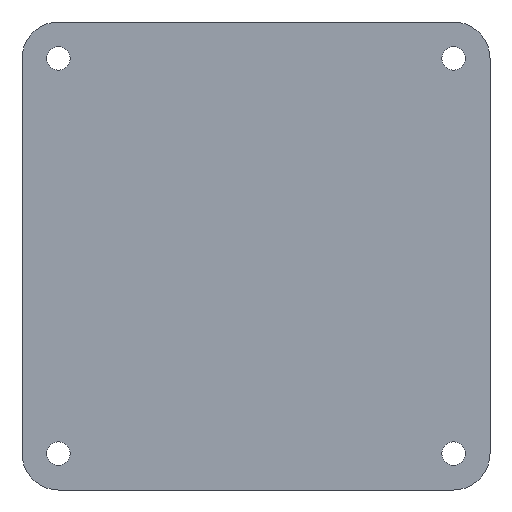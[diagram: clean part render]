
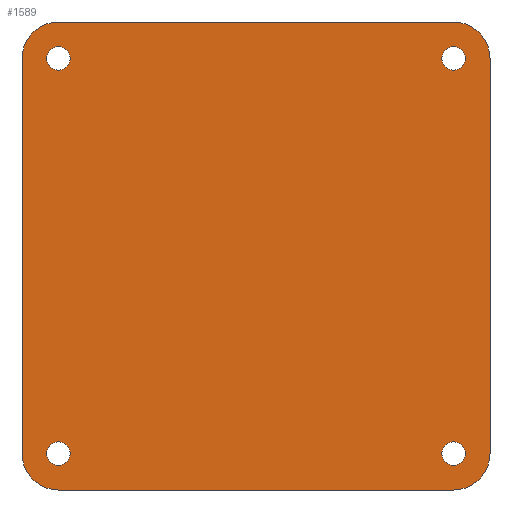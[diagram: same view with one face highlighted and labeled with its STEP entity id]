
A CAD part, front view. The second image highlights one B-rep face of the part: STEP entity #1589.
In plain terms, the highlighted planar face has unit normal (0, -1, 0).
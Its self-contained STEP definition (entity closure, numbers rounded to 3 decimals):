
#30 = CARTESIAN_POINT ( 'NONE',  ( -38., 0., -45. ) ) ;
#40 = CARTESIAN_POINT ( 'NONE',  ( 38., 0., 35.75 ) ) ;
#48 = ORIENTED_EDGE ( 'NONE', *, *, #1614, .T. ) ;
#54 = CIRCLE ( 'NONE', #1778, 7. ) ;
#63 = VERTEX_POINT ( 'NONE', #558 ) ;
#72 = CARTESIAN_POINT ( 'NONE',  ( 0., 0., 0. ) ) ;
#74 = CIRCLE ( 'NONE', #1583, 2.25 ) ;
#96 = EDGE_CURVE ( 'NONE', #533, #231, #140, .T. ) ;
#103 = DIRECTION ( 'NONE',  ( 0., 0., -1. ) ) ;
#128 = CARTESIAN_POINT ( 'NONE',  ( -38., 0., -38. ) ) ;
#131 = DIRECTION ( 'NONE',  ( 0., 0., 1. ) ) ;
#132 = CIRCLE ( 'NONE', #374, 2.25 ) ;
#140 = CIRCLE ( 'NONE', #572, 2.25 ) ;
#173 = CARTESIAN_POINT ( 'NONE',  ( -45., 0., 38. ) ) ;
#179 = VERTEX_POINT ( 'NONE', #768 ) ;
#180 = LINE ( 'NONE', #1781, #1518 ) ;
#190 = CIRCLE ( 'NONE', #522, 2.25 ) ;
#201 = VERTEX_POINT ( 'NONE', #1633 ) ;
#212 = CARTESIAN_POINT ( 'NONE',  ( 38., 0., -45. ) ) ;
#213 = DIRECTION ( 'NONE',  ( 0., 0., -1. ) ) ;
#221 = CARTESIAN_POINT ( 'NONE',  ( 38., 0., 38. ) ) ;
#231 = VERTEX_POINT ( 'NONE', #40 ) ;
#253 = DIRECTION ( 'NONE',  ( 0., 0., 1. ) ) ;
#305 = DIRECTION ( 'NONE',  ( 1., 0., 0. ) ) ;
#309 = LINE ( 'NONE', #482, #1314 ) ;
#310 = CARTESIAN_POINT ( 'NONE',  ( 38., 0., 38. ) ) ;
#316 = VERTEX_POINT ( 'NONE', #376 ) ;
#322 = ORIENTED_EDGE ( 'NONE', *, *, #992, .T. ) ;
#332 = VECTOR ( 'NONE', #1591, 1000. ) ;
#335 = VERTEX_POINT ( 'NONE', #212 ) ;
#363 = FACE_OUTER_BOUND ( 'NONE', #1186, .T. ) ;
#366 = ORIENTED_EDGE ( 'NONE', *, *, #1297, .F. ) ;
#374 = AXIS2_PLACEMENT_3D ( 'NONE', #1461, #842, #404 ) ;
#375 = ORIENTED_EDGE ( 'NONE', *, *, #447, .T. ) ;
#376 = CARTESIAN_POINT ( 'NONE',  ( -38., 0., 35.75 ) ) ;
#379 = CIRCLE ( 'NONE', #540, 2.25 ) ;
#404 = DIRECTION ( 'NONE',  ( 0., 0., 1. ) ) ;
#423 = VERTEX_POINT ( 'NONE', #1026 ) ;
#424 = CARTESIAN_POINT ( 'NONE',  ( -38., 0., 38. ) ) ;
#436 = EDGE_CURVE ( 'NONE', #1487, #814, #132, .T. ) ;
#447 = EDGE_CURVE ( 'NONE', #179, #774, #190, .T. ) ;
#459 = ORIENTED_EDGE ( 'NONE', *, *, #1849, .F. ) ;
#469 = EDGE_CURVE ( 'NONE', #774, #179, #681, .T. ) ;
#482 = CARTESIAN_POINT ( 'NONE',  ( 45., 0., 45. ) ) ;
#511 = AXIS2_PLACEMENT_3D ( 'NONE', #72, #1138, #213 ) ;
#519 = CARTESIAN_POINT ( 'NONE',  ( 38., 0., -38. ) ) ;
#522 = AXIS2_PLACEMENT_3D ( 'NONE', #1167, #567, #701 ) ;
#533 = VERTEX_POINT ( 'NONE', #1336 ) ;
#540 = AXIS2_PLACEMENT_3D ( 'NONE', #221, #669, #1839 ) ;
#548 = PLANE ( 'NONE',  #511 ) ;
#551 = DIRECTION ( 'NONE',  ( 0., -1., 0. ) ) ;
#558 = CARTESIAN_POINT ( 'NONE',  ( 45., 0., -38. ) ) ;
#559 = DIRECTION ( 'NONE',  ( 0., 0., -1. ) ) ;
#567 = DIRECTION ( 'NONE',  ( 0., 1., 0. ) ) ;
#572 = AXIS2_PLACEMENT_3D ( 'NONE', #310, #623, #1082 ) ;
#605 = CARTESIAN_POINT ( 'NONE',  ( -45., 0., -45. ) ) ;
#612 = DIRECTION ( 'NONE',  ( 0., 0., 1. ) ) ;
#619 = ORIENTED_EDGE ( 'NONE', *, *, #1129, .T. ) ;
#623 = DIRECTION ( 'NONE',  ( 0., 1., 0. ) ) ;
#628 = AXIS2_PLACEMENT_3D ( 'NONE', #763, #903, #1352 ) ;
#629 = VERTEX_POINT ( 'NONE', #1326 ) ;
#651 = VERTEX_POINT ( 'NONE', #173 ) ;
#664 = ORIENTED_EDGE ( 'NONE', *, *, #1834, .T. ) ;
#669 = DIRECTION ( 'NONE',  ( 0., 1., 0. ) ) ;
#681 = CIRCLE ( 'NONE', #1353, 2.25 ) ;
#701 = DIRECTION ( 'NONE',  ( 0., 0., 1. ) ) ;
#708 = EDGE_LOOP ( 'NONE', ( #945, #375 ) ) ;
#749 = CIRCLE ( 'NONE', #993, 7. ) ;
#763 = CARTESIAN_POINT ( 'NONE',  ( -38., 0., -38. ) ) ;
#768 = CARTESIAN_POINT ( 'NONE',  ( -38., 0., -40.25 ) ) ;
#773 = LINE ( 'NONE', #1362, #1114 ) ;
#774 = VERTEX_POINT ( 'NONE', #1697 ) ;
#797 = ORIENTED_EDGE ( 'NONE', *, *, #436, .T. ) ;
#805 = CIRCLE ( 'NONE', #985, 2.25 ) ;
#814 = VERTEX_POINT ( 'NONE', #1274 ) ;
#842 = DIRECTION ( 'NONE',  ( 0., 1., 0. ) ) ;
#851 = CARTESIAN_POINT ( 'NONE',  ( -38., 0., 38. ) ) ;
#903 = DIRECTION ( 'NONE',  ( 0., -1., 0. ) ) ;
#930 = EDGE_CURVE ( 'NONE', #201, #651, #180, .T. ) ;
#945 = ORIENTED_EDGE ( 'NONE', *, *, #469, .T. ) ;
#955 = CIRCLE ( 'NONE', #1401, 2.25 ) ;
#961 = DIRECTION ( 'NONE',  ( 0., -1., 0. ) ) ;
#973 = EDGE_LOOP ( 'NONE', ( #797, #664 ) ) ;
#985 = AXIS2_PLACEMENT_3D ( 'NONE', #1189, #1802, #612 ) ;
#991 = EDGE_CURVE ( 'NONE', #629, #1418, #773, .T. ) ;
#992 = EDGE_CURVE ( 'NONE', #201, #1390, #1264, .T. ) ;
#993 = AXIS2_PLACEMENT_3D ( 'NONE', #1220, #551, #1121 ) ;
#1007 = CIRCLE ( 'NONE', #1772, 7. ) ;
#1010 = LINE ( 'NONE', #605, #332 ) ;
#1026 = CARTESIAN_POINT ( 'NONE',  ( 45., 0., 38. ) ) ;
#1027 = DIRECTION ( 'NONE',  ( 0., 1., 0. ) ) ;
#1082 = DIRECTION ( 'NONE',  ( 0., 0., 1. ) ) ;
#1093 = EDGE_LOOP ( 'NONE', ( #1372, #48 ) ) ;
#1104 = FACE_BOUND ( 'NONE', #1093, .T. ) ;
#1114 = VECTOR ( 'NONE', #305, 1000. ) ;
#1121 = DIRECTION ( 'NONE',  ( 0., 0., -1. ) ) ;
#1129 = EDGE_CURVE ( 'NONE', #423, #1418, #749, .T. ) ;
#1138 = DIRECTION ( 'NONE',  ( 0., -1., 0. ) ) ;
#1154 = DIRECTION ( 'NONE',  ( 0., 0., 1. ) ) ;
#1167 = CARTESIAN_POINT ( 'NONE',  ( -38., 0., -38. ) ) ;
#1186 = EDGE_LOOP ( 'NONE', ( #1676, #322, #366, #1843, #459, #619, #1587, #1760 ) ) ;
#1189 = CARTESIAN_POINT ( 'NONE',  ( 38., 0., -38. ) ) ;
#1220 = CARTESIAN_POINT ( 'NONE',  ( 38., 0., 38. ) ) ;
#1228 = CARTESIAN_POINT ( 'NONE',  ( 38., 0., 45. ) ) ;
#1264 = CIRCLE ( 'NONE', #628, 7. ) ;
#1274 = CARTESIAN_POINT ( 'NONE',  ( 38., 0., -40.25 ) ) ;
#1295 = DIRECTION ( 'NONE',  ( 0., 1., 0. ) ) ;
#1297 = EDGE_CURVE ( 'NONE', #335, #1390, #1010, .T. ) ;
#1314 = VECTOR ( 'NONE', #1659, 1000. ) ;
#1326 = CARTESIAN_POINT ( 'NONE',  ( -38., 0., 45. ) ) ;
#1336 = CARTESIAN_POINT ( 'NONE',  ( 38., 0., 40.25 ) ) ;
#1349 = EDGE_CURVE ( 'NONE', #629, #651, #54, .T. ) ;
#1352 = DIRECTION ( 'NONE',  ( 0., 0., -1. ) ) ;
#1353 = AXIS2_PLACEMENT_3D ( 'NONE', #128, #1755, #1154 ) ;
#1362 = CARTESIAN_POINT ( 'NONE',  ( -45., 0., 45. ) ) ;
#1367 = EDGE_CURVE ( 'NONE', #316, #1521, #955, .T. ) ;
#1372 = ORIENTED_EDGE ( 'NONE', *, *, #96, .T. ) ;
#1390 = VERTEX_POINT ( 'NONE', #30 ) ;
#1401 = AXIS2_PLACEMENT_3D ( 'NONE', #424, #1295, #131 ) ;
#1404 = FACE_BOUND ( 'NONE', #973, .T. ) ;
#1418 = VERTEX_POINT ( 'NONE', #1228 ) ;
#1453 = CARTESIAN_POINT ( 'NONE',  ( -38., 0., 38. ) ) ;
#1461 = CARTESIAN_POINT ( 'NONE',  ( 38., 0., -38. ) ) ;
#1487 = VERTEX_POINT ( 'NONE', #1671 ) ;
#1510 = DIRECTION ( 'NONE',  ( 0., 0., 1. ) ) ;
#1518 = VECTOR ( 'NONE', #1510, 1000. ) ;
#1521 = VERTEX_POINT ( 'NONE', #1832 ) ;
#1537 = FACE_BOUND ( 'NONE', #708, .T. ) ;
#1581 = EDGE_CURVE ( 'NONE', #335, #63, #1007, .T. ) ;
#1583 = AXIS2_PLACEMENT_3D ( 'NONE', #851, #1027, #253 ) ;
#1587 = ORIENTED_EDGE ( 'NONE', *, *, #991, .F. ) ;
#1589 = ADVANCED_FACE ( 'NONE', ( #1537, #1404, #1104, #1686, #363 ), #548, .T. ) ;
#1591 = DIRECTION ( 'NONE',  ( -1., 0., 0. ) ) ;
#1614 = EDGE_CURVE ( 'NONE', #231, #533, #379, .T. ) ;
#1615 = EDGE_LOOP ( 'NONE', ( #1688, #1731 ) ) ;
#1633 = CARTESIAN_POINT ( 'NONE',  ( -45., 0., -38. ) ) ;
#1659 = DIRECTION ( 'NONE',  ( 0., 0., -1. ) ) ;
#1671 = CARTESIAN_POINT ( 'NONE',  ( 38., 0., -35.75 ) ) ;
#1674 = EDGE_CURVE ( 'NONE', #1521, #316, #74, .T. ) ;
#1676 = ORIENTED_EDGE ( 'NONE', *, *, #930, .F. ) ;
#1686 = FACE_BOUND ( 'NONE', #1615, .T. ) ;
#1688 = ORIENTED_EDGE ( 'NONE', *, *, #1674, .T. ) ;
#1697 = CARTESIAN_POINT ( 'NONE',  ( -38., 0., -35.75 ) ) ;
#1731 = ORIENTED_EDGE ( 'NONE', *, *, #1367, .T. ) ;
#1748 = DIRECTION ( 'NONE',  ( 0., -1., 0. ) ) ;
#1755 = DIRECTION ( 'NONE',  ( 0., 1., 0. ) ) ;
#1760 = ORIENTED_EDGE ( 'NONE', *, *, #1349, .T. ) ;
#1772 = AXIS2_PLACEMENT_3D ( 'NONE', #519, #961, #103 ) ;
#1778 = AXIS2_PLACEMENT_3D ( 'NONE', #1453, #1748, #559 ) ;
#1781 = CARTESIAN_POINT ( 'NONE',  ( -45., 0., 45. ) ) ;
#1802 = DIRECTION ( 'NONE',  ( 0., 1., 0. ) ) ;
#1832 = CARTESIAN_POINT ( 'NONE',  ( -38., 0., 40.25 ) ) ;
#1834 = EDGE_CURVE ( 'NONE', #814, #1487, #805, .T. ) ;
#1839 = DIRECTION ( 'NONE',  ( 0., 0., 1. ) ) ;
#1843 = ORIENTED_EDGE ( 'NONE', *, *, #1581, .T. ) ;
#1849 = EDGE_CURVE ( 'NONE', #423, #63, #309, .T. ) ;
